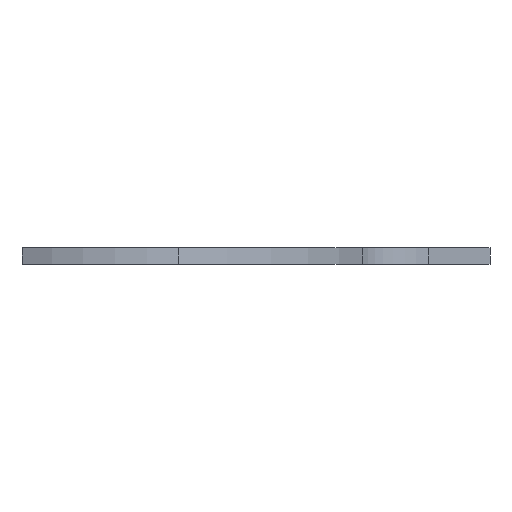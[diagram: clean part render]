
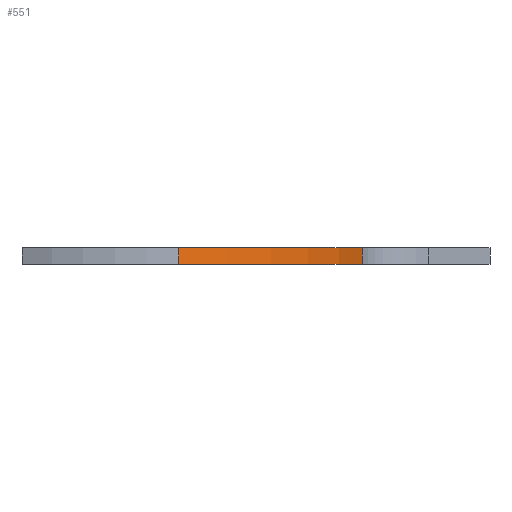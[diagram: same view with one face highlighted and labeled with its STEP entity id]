
A CAD part, left-side view. The second image highlights one B-rep face of the part: STEP entity #551.
In plain terms, the highlighted cylindrical face has radius 177.8 mm (diameter 355.6 mm), a partial arc.
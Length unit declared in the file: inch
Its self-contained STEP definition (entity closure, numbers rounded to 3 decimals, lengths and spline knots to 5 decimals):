
#2 = VERTEX_POINT ( 'NONE', #673 ) ;
#10 = DIRECTION ( 'NONE',  ( 0., 0., 1. ) ) ;
#13 = ORIENTED_EDGE ( 'NONE', *, *, #510, .F. ) ;
#20 = FACE_OUTER_BOUND ( 'NONE', #396, .T. ) ;
#84 = CARTESIAN_POINT ( 'NONE',  ( 0., -0.5, -0.36 ) ) ;
#113 = VECTOR ( 'NONE', #193, 39.37008 ) ;
#131 = LINE ( 'NONE', #656, #113 ) ;
#149 = CARTESIAN_POINT ( 'NONE',  ( -6.47509, -3.15955, -0.36 ) ) ;
#193 = DIRECTION ( 'NONE',  ( 0., 0., 1. ) ) ;
#220 = DIRECTION ( 'NONE',  ( 0., 0., 1. ) ) ;
#264 = LINE ( 'NONE', #149, #714 ) ;
#269 = ORIENTED_EDGE ( 'NONE', *, *, #500, .F. ) ;
#274 = DIRECTION ( 'NONE',  ( 0., 0., 1. ) ) ;
#379 = EDGE_CURVE ( 'NONE', #392, #2, #131, .T. ) ;
#388 = CARTESIAN_POINT ( 'NONE',  ( -6.47509, -3.15955, 0. ) ) ;
#392 = VERTEX_POINT ( 'NONE', #458 ) ;
#396 = EDGE_LOOP ( 'NONE', ( #13, #269, #647, #783 ) ) ;
#425 = DIRECTION ( 'NONE',  ( 0., 0., 1. ) ) ;
#453 = EDGE_CURVE ( 'NONE', #837, #392, #610, .T. ) ;
#458 = CARTESIAN_POINT ( 'NONE',  ( -2.47059, -7.04952, -0.36 ) ) ;
#498 = AXIS2_PLACEMENT_3D ( 'NONE', #595, #10, #530 ) ;
#500 = EDGE_CURVE ( 'NONE', #837, #822, #264, .T. ) ;
#502 = CARTESIAN_POINT ( 'NONE',  ( -6.47509, -3.15955, -0.36 ) ) ;
#510 = EDGE_CURVE ( 'NONE', #822, #2, #699, .T. ) ;
#530 = DIRECTION ( 'NONE',  ( 1., 0., 0. ) ) ;
#551 = ADVANCED_FACE ( 'NONE', ( #20 ), #664, .T. ) ;
#590 = AXIS2_PLACEMENT_3D ( 'NONE', #609, #425, #619 ) ;
#595 = CARTESIAN_POINT ( 'NONE',  ( 0., -0.5, 0. ) ) ;
#609 = CARTESIAN_POINT ( 'NONE',  ( 0., -0.5, -0.36 ) ) ;
#610 = CIRCLE ( 'NONE', #590, 7. ) ;
#619 = DIRECTION ( 'NONE',  ( 1., 0., 0. ) ) ;
#647 = ORIENTED_EDGE ( 'NONE', *, *, #453, .T. ) ;
#656 = CARTESIAN_POINT ( 'NONE',  ( -2.47059, -7.04952, -0.36 ) ) ;
#664 = CYLINDRICAL_SURFACE ( 'NONE', #830, 7. ) ;
#673 = CARTESIAN_POINT ( 'NONE',  ( -2.47059, -7.04952, 0. ) ) ;
#699 = CIRCLE ( 'NONE', #498, 7. ) ;
#714 = VECTOR ( 'NONE', #274, 39.37008 ) ;
#783 = ORIENTED_EDGE ( 'NONE', *, *, #379, .T. ) ;
#794 = DIRECTION ( 'NONE',  ( 1., 0., 0. ) ) ;
#822 = VERTEX_POINT ( 'NONE', #388 ) ;
#830 = AXIS2_PLACEMENT_3D ( 'NONE', #84, #220, #794 ) ;
#837 = VERTEX_POINT ( 'NONE', #502 ) ;
